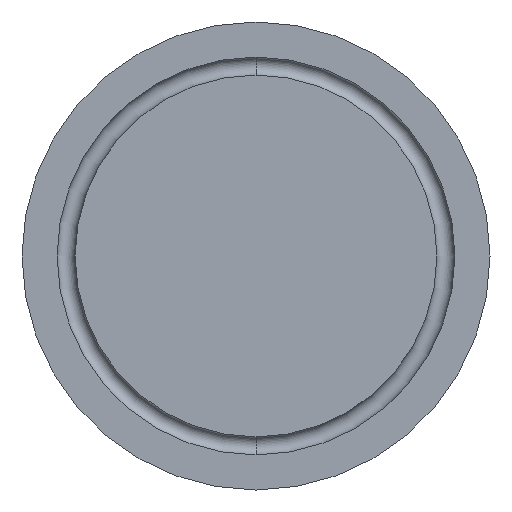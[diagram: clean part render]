
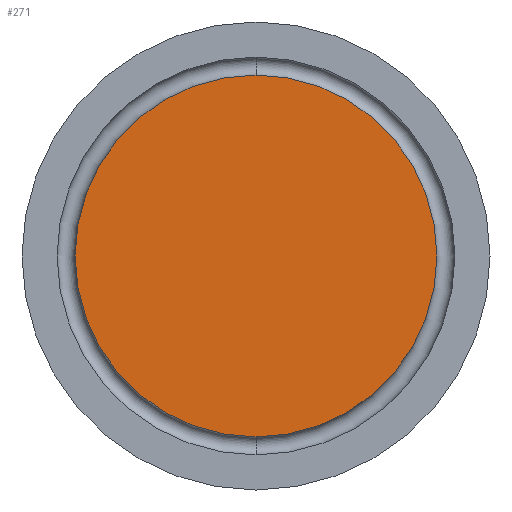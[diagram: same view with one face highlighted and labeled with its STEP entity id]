
A CAD part, left-side view. The second image highlights one B-rep face of the part: STEP entity #271.
In plain terms, the highlighted planar face has unit normal (-1, 0, 0).
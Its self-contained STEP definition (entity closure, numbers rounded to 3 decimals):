
#2 = DIRECTION ( 'NONE',  ( -1., 0., 0. ) ) ;
#5 = CIRCLE ( 'NONE', #116, 50.25 ) ;
#29 = CARTESIAN_POINT ( 'NONE',  ( -10.776, -27.871, 0. ) ) ;
#66 = FACE_OUTER_BOUND ( 'NONE', #136, .T. ) ;
#75 = CARTESIAN_POINT ( 'NONE',  ( -10.776, -27.871, -50.25 ) ) ;
#116 = AXIS2_PLACEMENT_3D ( 'NONE', #349, #2, #155 ) ;
#123 = VERTEX_POINT ( 'NONE', #75 ) ;
#136 = EDGE_LOOP ( 'NONE', ( #222, #437 ) ) ;
#155 = DIRECTION ( 'NONE',  ( 0., 0., 1. ) ) ;
#156 = AXIS2_PLACEMENT_3D ( 'NONE', #29, #228, #373 ) ;
#222 = ORIENTED_EDGE ( 'NONE', *, *, #381, .T. ) ;
#225 = CARTESIAN_POINT ( 'NONE',  ( -10.776, 0., 0. ) ) ;
#228 = DIRECTION ( 'NONE',  ( -1., 0., 0. ) ) ;
#271 = ADVANCED_FACE ( 'NONE', ( #66 ), #423, .F. ) ;
#319 = EDGE_CURVE ( 'NONE', #123, #454, #5, .T. ) ;
#340 = DIRECTION ( 'NONE',  ( 0., 0., -1. ) ) ;
#349 = CARTESIAN_POINT ( 'NONE',  ( -10.776, -27.871, 0. ) ) ;
#352 = CIRCLE ( 'NONE', #156, 50.25 ) ;
#373 = DIRECTION ( 'NONE',  ( 0., 0., 1. ) ) ;
#380 = DIRECTION ( 'NONE',  ( 1., 0., 0. ) ) ;
#381 = EDGE_CURVE ( 'NONE', #454, #123, #352, .T. ) ;
#416 = AXIS2_PLACEMENT_3D ( 'NONE', #225, #380, #340 ) ;
#421 = CARTESIAN_POINT ( 'NONE',  ( -10.776, -27.871, 50.25 ) ) ;
#423 = PLANE ( 'NONE',  #416 ) ;
#437 = ORIENTED_EDGE ( 'NONE', *, *, #319, .T. ) ;
#454 = VERTEX_POINT ( 'NONE', #421 ) ;
